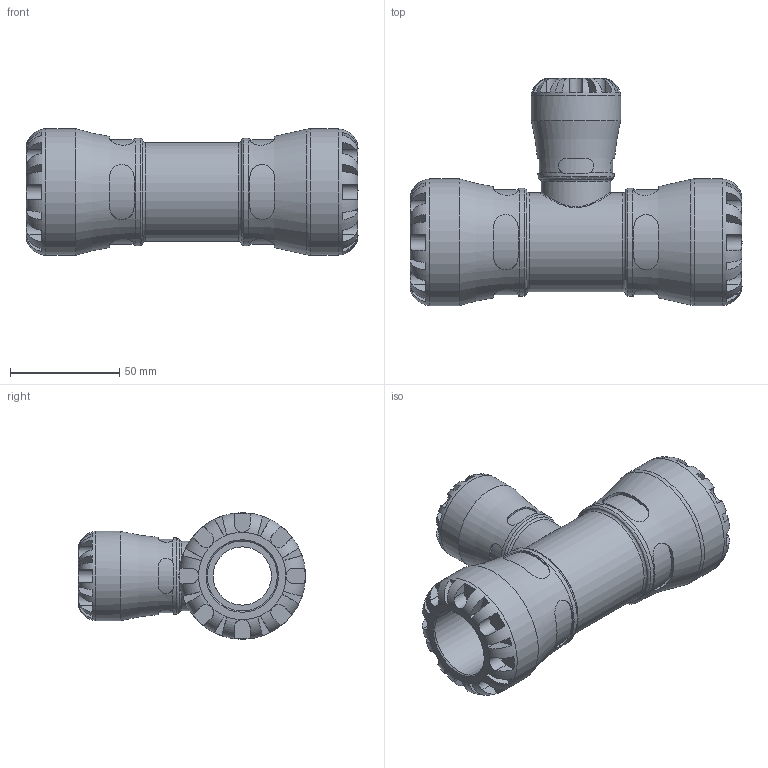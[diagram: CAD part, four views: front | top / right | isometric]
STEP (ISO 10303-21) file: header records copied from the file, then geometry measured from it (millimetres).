
FILE_DESCRIPTION(/* description */ ('PLASSON REDUCING TEE 32X20X32 SERIES 1'),/* implementation_level */ '2;1');
FILE_NAME(/* name */ '103400032020_193400032020.ipt.stp',/* time_stamp */ '2017-01-22T11:40:38+02:00',/* author */ ('KIM'),/* organization */ (''),/* preprocessor_version */ 'ST-DEVELOPER v15.6',/* originating_system */ 'Autodesk Inventor 2015',/* authorisation */ '');
FILE_SCHEMA (('AUTOMOTIVE_DESIGN { 1 0 10303 214 3 1 1 }'));
Length unit declared in the file: millimetre
Products named in the file (1): 103400032020_193400032020
Bounding box: 152 x 104 x 58 mm (x, y, z)
Volume: 234637.9 mm3; surface area: 57123.5 mm2
Topology: 1 solids, 1 shells, 287 faces, 741 edges, 465 vertices
Faces by surface type: plane 174, cylinder 97, torus 13, cone 2, bspline 1
Full cylindrical faces by diameter (mm): 16.667 x1, 20 x1, 26.667 x1, 31.98 x1, 32 x2, 34.85 x1, 41 x1, 45.24 x1, 49.3 x2, 58 x2
Entity records: 11321 total; most frequent: CARTESIAN_POINT 4459, ORIENTED_EDGE 1386, DIRECTION 1314, EDGE_CURVE 693, AXIS2_PLACEMENT_3D 537, VERTEX_POINT 448, EDGE_LOOP 331, STYLED_ITEM 288
